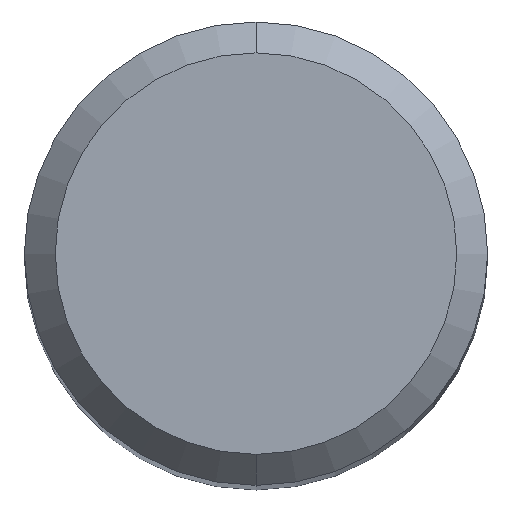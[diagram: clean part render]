
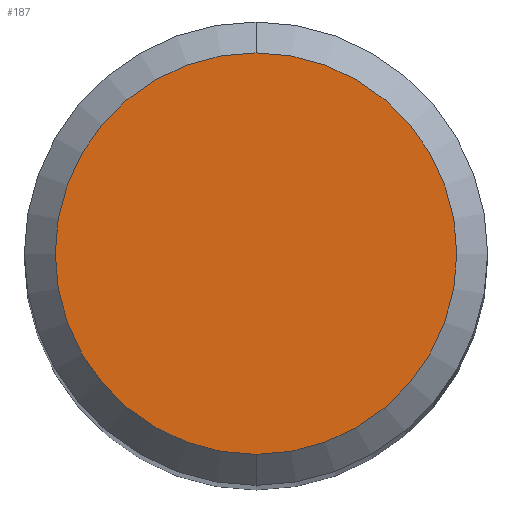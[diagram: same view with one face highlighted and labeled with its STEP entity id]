
A CAD part, top view. The second image highlights one B-rep face of the part: STEP entity #187.
In plain terms, the highlighted planar face has unit normal (0, 0, 1).
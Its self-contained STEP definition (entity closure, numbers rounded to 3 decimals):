
#103=EDGE_CURVE('',#171,#183,#254,.T.);
#171=VERTEX_POINT('',#332);
#183=VERTEX_POINT('',#345);
#187=ADVANCED_FACE('',(#349),#350,.T.);
#209=EDGE_CURVE('',#183,#171,#374,.T.);
#254=CIRCLE('',#419,2.6);
#332=CARTESIAN_POINT('',(0.,-2.6,0.0));
#345=CARTESIAN_POINT('',(0.0,2.6,0.0));
#349=FACE_OUTER_BOUND('',#536,.T.);
#350=PLANE('',#537);
#374=CIRCLE('',#569,2.6);
#419=AXIS2_PLACEMENT_3D('',#603,#604,#605);
#536=EDGE_LOOP('',(#730,#731));
#537=AXIS2_PLACEMENT_3D('',#732,#733,#734);
#569=AXIS2_PLACEMENT_3D('',#762,#763,#764);
#603=CARTESIAN_POINT('',(0.0,0.0,0.0));
#604=DIRECTION('',(0.0,0.0,-1.0));
#605=DIRECTION('',(0.0,1.0,0.0));
#730=ORIENTED_EDGE('',*,*,#209,.F.);
#731=ORIENTED_EDGE('',*,*,#103,.F.);
#732=CARTESIAN_POINT('',(0.0,1.3,0.0));
#733=DIRECTION('',(-0.0,0.0,1.0));
#734=DIRECTION('',(0.0,-1.0,0.0));
#762=CARTESIAN_POINT('',(0.0,0.0,0.0));
#763=DIRECTION('',(0.0,0.0,-1.0));
#764=DIRECTION('',(0.0,1.0,0.0));
